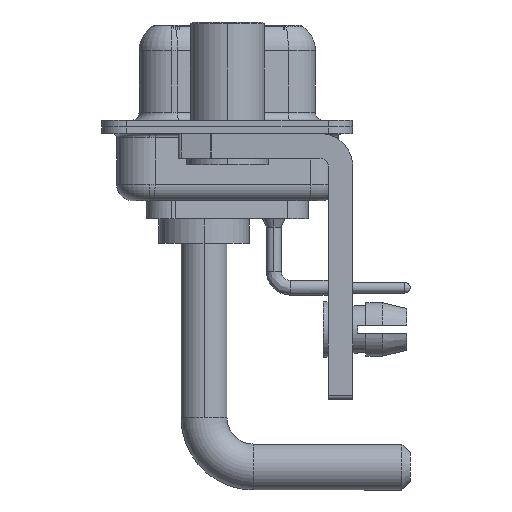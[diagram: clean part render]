
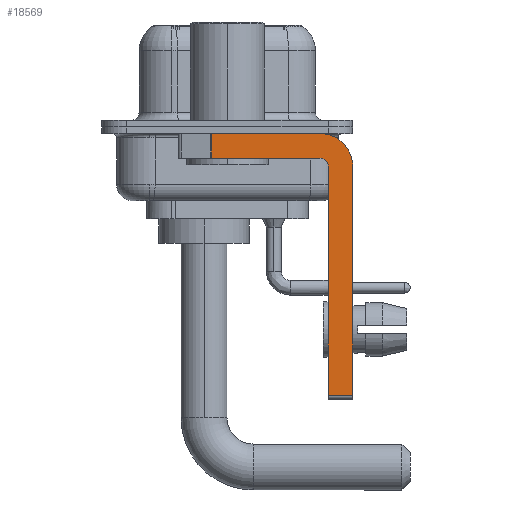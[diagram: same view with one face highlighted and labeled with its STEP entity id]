
A CAD part, left-side view. The second image highlights one B-rep face of the part: STEP entity #18569.
In plain terms, the highlighted planar face has unit normal (-1, 0, 0).
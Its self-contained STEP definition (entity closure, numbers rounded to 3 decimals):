
#30 = DIRECTION ( 'NONE',  ( -1., 0., 0. ) ) ;
#390 = LINE ( 'NONE', #10645, #12704 ) ;
#559 = VECTOR ( 'NONE', #21265, 1000. ) ;
#1051 = EDGE_CURVE ( 'NONE', #24333, #15220, #390, .T. ) ;
#1481 = VERTEX_POINT ( 'NONE', #13828 ) ;
#1555 = ORIENTED_EDGE ( 'NONE', *, *, #2160, .T. ) ;
#1954 = CARTESIAN_POINT ( 'NONE',  ( -2.9, -5.65, -2.4 ) ) ;
#1982 = CARTESIAN_POINT ( 'NONE',  ( -2.9, -7.65, -16.35 ) ) ;
#2160 = EDGE_CURVE ( 'NONE', #17572, #15220, #5442, .T. ) ;
#2376 = ORIENTED_EDGE ( 'NONE', *, *, #13608, .F. ) ;
#2661 = VECTOR ( 'NONE', #3927, 1000. ) ;
#3128 = ORIENTED_EDGE ( 'NONE', *, *, #6955, .F. ) ;
#3686 = LINE ( 'NONE', #19342, #2661 ) ;
#3927 = DIRECTION ( 'NONE',  ( 0., 0., -1. ) ) ;
#4001 = CARTESIAN_POINT ( 'NONE',  ( -2.9, -7.65, -2.4 ) ) ;
#4284 = FACE_OUTER_BOUND ( 'NONE', #8010, .T. ) ;
#4442 = AXIS2_PLACEMENT_3D ( 'NONE', #1954, #30, #15795 ) ;
#4708 = CARTESIAN_POINT ( 'NONE',  ( -2.9, 0.978, -1.9 ) ) ;
#5327 = CARTESIAN_POINT ( 'NONE',  ( -2.9, -6.15, -16.35 ) ) ;
#5442 = LINE ( 'NONE', #16848, #20230 ) ;
#5526 = EDGE_CURVE ( 'NONE', #24301, #24333, #24103, .T. ) ;
#6955 = EDGE_CURVE ( 'NONE', #8018, #24301, #15799, .T. ) ;
#7622 = DIRECTION ( 'NONE',  ( 0., 0., -1. ) ) ;
#8010 = EDGE_LOOP ( 'NONE', ( #13062, #1555, #9902, #22878, #3128, #9335, #2376, #20321 ) ) ;
#8018 = VERTEX_POINT ( 'NONE', #5327 ) ;
#8240 = DIRECTION ( 'NONE',  ( 0., 0., 1. ) ) ;
#8544 = VECTOR ( 'NONE', #23941, 1000. ) ;
#9335 = ORIENTED_EDGE ( 'NONE', *, *, #12328, .T. ) ;
#9405 = DIRECTION ( 'NONE',  ( 0., 0., -1. ) ) ;
#9902 = ORIENTED_EDGE ( 'NONE', *, *, #1051, .F. ) ;
#10126 = DIRECTION ( 'NONE',  ( 0., 1., 0. ) ) ;
#10645 = CARTESIAN_POINT ( 'NONE',  ( -2.9, -5.65, -1.9 ) ) ;
#11379 = LINE ( 'NONE', #21510, #559 ) ;
#12328 = EDGE_CURVE ( 'NONE', #8018, #23176, #11379, .T. ) ;
#12704 = VECTOR ( 'NONE', #10126, 1000. ) ;
#13062 = ORIENTED_EDGE ( 'NONE', *, *, #20063, .F. ) ;
#13608 = EDGE_CURVE ( 'NONE', #19061, #23176, #3686, .T. ) ;
#13807 = CIRCLE ( 'NONE', #21204, 2. ) ;
#13828 = CARTESIAN_POINT ( 'NONE',  ( -2.9, -5.65, -0.4 ) ) ;
#14344 = CARTESIAN_POINT ( 'NONE',  ( -2.9, -5.65, -2.4 ) ) ;
#15220 = VERTEX_POINT ( 'NONE', #4708 ) ;
#15447 = CARTESIAN_POINT ( 'NONE',  ( -2.9, -5.65, -2.4 ) ) ;
#15795 = DIRECTION ( 'NONE',  ( 0., 0., 1. ) ) ;
#15799 = LINE ( 'NONE', #21847, #21712 ) ;
#15834 = LINE ( 'NONE', #15974, #8544 ) ;
#15974 = CARTESIAN_POINT ( 'NONE',  ( -2.9, 3., -0.4 ) ) ;
#16683 = EDGE_CURVE ( 'NONE', #1481, #19061, #13807, .T. ) ;
#16848 = CARTESIAN_POINT ( 'NONE',  ( -2.9, 0.978, -1.9 ) ) ;
#17384 = DIRECTION ( 'NONE',  ( 1., 0., 0. ) ) ;
#17572 = VERTEX_POINT ( 'NONE', #23281 ) ;
#18569 = ADVANCED_FACE ( 'NONE', ( #4284 ), #19938, .F. ) ;
#19061 = VERTEX_POINT ( 'NONE', #4001 ) ;
#19342 = CARTESIAN_POINT ( 'NONE',  ( -2.9, -7.65, -2.4 ) ) ;
#19938 = PLANE ( 'NONE',  #23658 ) ;
#20063 = EDGE_CURVE ( 'NONE', #17572, #1481, #15834, .T. ) ;
#20230 = VECTOR ( 'NONE', #9405, 1000. ) ;
#20321 = ORIENTED_EDGE ( 'NONE', *, *, #16683, .F. ) ;
#21204 = AXIS2_PLACEMENT_3D ( 'NONE', #14344, #22038, #22299 ) ;
#21265 = DIRECTION ( 'NONE',  ( 0., -1., 0. ) ) ;
#21510 = CARTESIAN_POINT ( 'NONE',  ( -2.9, -5.65, -16.35 ) ) ;
#21712 = VECTOR ( 'NONE', #8240, 1000. ) ;
#21847 = CARTESIAN_POINT ( 'NONE',  ( -2.9, -6.15, -16.6 ) ) ;
#22038 = DIRECTION ( 'NONE',  ( 1., 0., 0. ) ) ;
#22231 = CARTESIAN_POINT ( 'NONE',  ( -2.9, -6.15, -2.4 ) ) ;
#22299 = DIRECTION ( 'NONE',  ( 0., 0., -1. ) ) ;
#22878 = ORIENTED_EDGE ( 'NONE', *, *, #5526, .F. ) ;
#23176 = VERTEX_POINT ( 'NONE', #1982 ) ;
#23281 = CARTESIAN_POINT ( 'NONE',  ( -2.9, 0.978, -0.4 ) ) ;
#23658 = AXIS2_PLACEMENT_3D ( 'NONE', #15447, #17384, #7622 ) ;
#23941 = DIRECTION ( 'NONE',  ( 0., -1., 0. ) ) ;
#24018 = CARTESIAN_POINT ( 'NONE',  ( -2.9, -5.65, -1.9 ) ) ;
#24103 = CIRCLE ( 'NONE', #4442, 0.5 ) ;
#24301 = VERTEX_POINT ( 'NONE', #22231 ) ;
#24333 = VERTEX_POINT ( 'NONE', #24018 ) ;
